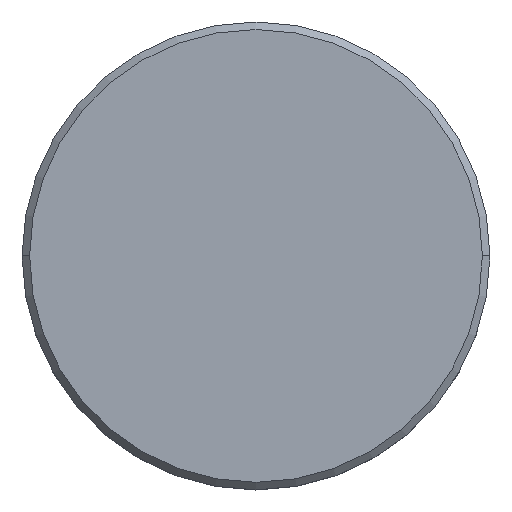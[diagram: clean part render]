
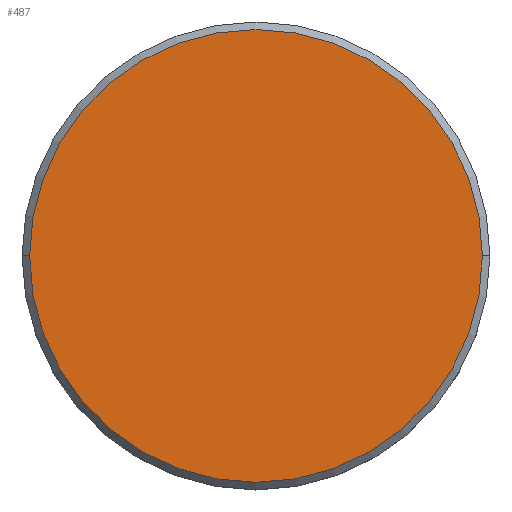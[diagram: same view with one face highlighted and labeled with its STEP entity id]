
A CAD part, top view. The second image highlights one B-rep face of the part: STEP entity #487.
In plain terms, the highlighted planar face has unit normal (0, 0, 1).
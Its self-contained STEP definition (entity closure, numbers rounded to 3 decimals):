
#43 = ORIENTED_EDGE ( 'NONE', *, *, #468, .T. ) ;
#145 = CIRCLE ( 'NONE', #567, 15. ) ;
#176 = EDGE_LOOP ( 'NONE', ( #782, #43 ) ) ;
#212 = DIRECTION ( 'NONE',  ( 1., 0., 0. ) ) ;
#228 = VERTEX_POINT ( 'NONE', #1132 ) ;
#254 = DIRECTION ( 'NONE',  ( 0., 0., 1. ) ) ;
#371 = CARTESIAN_POINT ( 'NONE',  ( 0., 0., 0. ) ) ;
#379 = VERTEX_POINT ( 'NONE', #884 ) ;
#468 = EDGE_CURVE ( 'NONE', #228, #379, #145, .T. ) ;
#487 = ADVANCED_FACE ( 'NONE', ( #919 ), #1000, .T. ) ;
#536 = CARTESIAN_POINT ( 'NONE',  ( 0., 0., 0. ) ) ;
#550 = DIRECTION ( 'NONE',  ( 1., 0., 0. ) ) ;
#567 = AXIS2_PLACEMENT_3D ( 'NONE', #536, #254, #550 ) ;
#594 = EDGE_CURVE ( 'NONE', #379, #228, #1108, .T. ) ;
#624 = CARTESIAN_POINT ( 'NONE',  ( 0., 0., 0. ) ) ;
#633 = DIRECTION ( 'NONE',  ( 1., 0., 0. ) ) ;
#758 = DIRECTION ( 'NONE',  ( 0., 0., 1. ) ) ;
#782 = ORIENTED_EDGE ( 'NONE', *, *, #594, .T. ) ;
#884 = CARTESIAN_POINT ( 'NONE',  ( -15., 0., 0. ) ) ;
#903 = DIRECTION ( 'NONE',  ( 0., 0., 1. ) ) ;
#919 = FACE_OUTER_BOUND ( 'NONE', #176, .T. ) ;
#1000 = PLANE ( 'NONE',  #1031 ) ;
#1031 = AXIS2_PLACEMENT_3D ( 'NONE', #624, #903, #633 ) ;
#1108 = CIRCLE ( 'NONE', #1158, 15. ) ;
#1132 = CARTESIAN_POINT ( 'NONE',  ( 15., 0., 0. ) ) ;
#1158 = AXIS2_PLACEMENT_3D ( 'NONE', #371, #758, #212 ) ;
